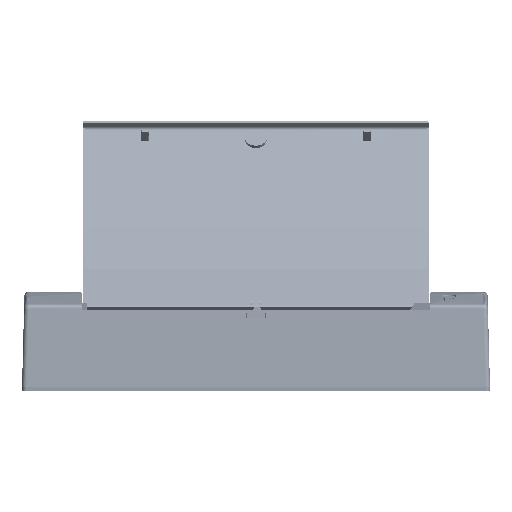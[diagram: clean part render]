
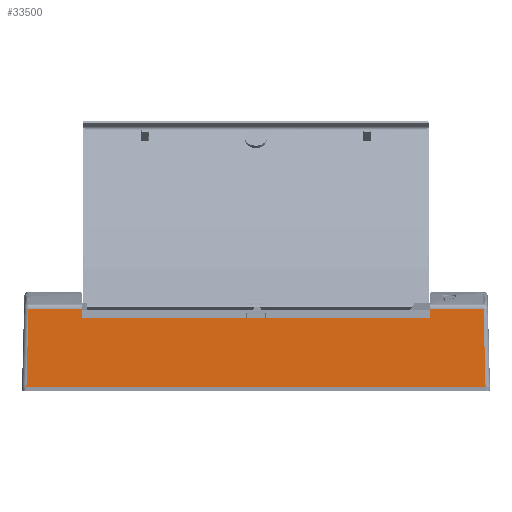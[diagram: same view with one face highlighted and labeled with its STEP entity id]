
A CAD part, left-side view. The second image highlights one B-rep face of the part: STEP entity #33500.
In plain terms, the highlighted face is planar.
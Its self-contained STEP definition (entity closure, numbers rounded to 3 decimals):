
#4512=ORIENTED_EDGE('',*,*,#12801,.T.);
#4513=ORIENTED_EDGE('',*,*,#12802,.F.);
#4514=ORIENTED_EDGE('',*,*,#12803,.T.);
#4515=ORIENTED_EDGE('',*,*,#12804,.T.);
#4516=ORIENTED_EDGE('',*,*,#12643,.T.);
#4517=ORIENTED_EDGE('',*,*,#12805,.F.);
#4518=ORIENTED_EDGE('',*,*,#12799,.F.);
#4519=ORIENTED_EDGE('',*,*,#12740,.T.);
#12643=EDGE_CURVE('',#16868,#16867,#20233,.T.);
#12740=EDGE_CURVE('',#16948,#16947,#20313,.T.);
#12799=EDGE_CURVE('',#16948,#16981,#20356,.T.);
#12801=EDGE_CURVE('',#16947,#16982,#20357,.T.);
#12802=EDGE_CURVE('',#16983,#16982,#20358,.T.);
#12803=EDGE_CURVE('',#16983,#16984,#20359,.T.);
#12804=EDGE_CURVE('',#16984,#16868,#20360,.T.);
#12805=EDGE_CURVE('',#16981,#16867,#20361,.T.);
#16867=VERTEX_POINT('',#50490);
#16868=VERTEX_POINT('',#50492);
#16947=VERTEX_POINT('',#50703);
#16948=VERTEX_POINT('',#50705);
#16981=VERTEX_POINT('',#50949);
#16982=VERTEX_POINT('',#50953);
#16983=VERTEX_POINT('',#50955);
#16984=VERTEX_POINT('',#50957);
#20233=LINE('',#50491,#22516);
#20313=LINE('',#50704,#22596);
#20356=LINE('',#50948,#22639);
#20357=LINE('',#50952,#22640);
#20358=LINE('',#50954,#22641);
#20359=LINE('',#50956,#22642);
#20360=LINE('',#50958,#22643);
#20361=LINE('',#50959,#22644);
#22516=VECTOR('',#40038,1000.);
#22596=VECTOR('',#40168,1000.);
#22639=VECTOR('',#40257,1000.);
#22640=VECTOR('',#40262,1000.);
#22641=VECTOR('',#40263,1000.);
#22642=VECTOR('',#40264,1000.);
#22643=VECTOR('',#40265,1000.);
#22644=VECTOR('',#40266,1000.);
#24644=EDGE_LOOP('',(#4512,#4513,#4514,#4515,#4516,#4517,#4518,#4519));
#28656=FACE_BOUND('',#24644,.T.);
#32554=PLANE('',#35564);
#33500=ADVANCED_FACE('',(#28656),#32554,.F.);
#35564=AXIS2_PLACEMENT_3D('',#50951,#40260,#40261);
#40038=DIRECTION('',(0.,-1.,0.));
#40168=DIRECTION('',(0.026,0.035,0.999));
#40257=DIRECTION('',(0.,-1.,0.));
#40260=DIRECTION('',(-1.,0.,0.026));
#40261=DIRECTION('',(0.,1.,0.));
#40262=DIRECTION('',(0.,1.,0.));
#40263=DIRECTION('',(0.026,-0.035,0.999));
#40264=DIRECTION('',(0.,1.,0.));
#40265=DIRECTION('',(0.026,0.026,0.999));
#40266=DIRECTION('',(0.026,-0.026,0.999));
#50490=CARTESIAN_POINT('',(143.4,4.998,0.));
#50491=CARTESIAN_POINT('',(143.4,262.8,0.));
#50492=CARTESIAN_POINT('',(143.4,520.602,0.));
#50703=CARTESIAN_POINT('',(141.378,67.8,-77.199));
#50704=CARTESIAN_POINT('',(141.185,67.542,-84.59));
#50705=CARTESIAN_POINT('',(141.105,67.435,-87.637));
#50948=CARTESIAN_POINT('',(141.105,262.8,-87.637));
#50949=CARTESIAN_POINT('',(141.105,7.293,-87.637));
#50951=CARTESIAN_POINT('',(143.4,262.8,0.));
#50952=CARTESIAN_POINT('',(141.378,67.8,-77.199));
#50953=CARTESIAN_POINT('',(141.378,457.8,-77.199));
#50954=CARTESIAN_POINT('',(143.576,454.87,6.703));
#50955=CARTESIAN_POINT('',(141.105,458.165,-87.637));
#50956=CARTESIAN_POINT('',(141.105,262.8,-87.637));
#50957=CARTESIAN_POINT('',(141.105,518.307,-87.637));
#50958=CARTESIAN_POINT('',(143.223,520.425,-6.742));
#50959=CARTESIAN_POINT('',(143.223,5.175,-6.742));
